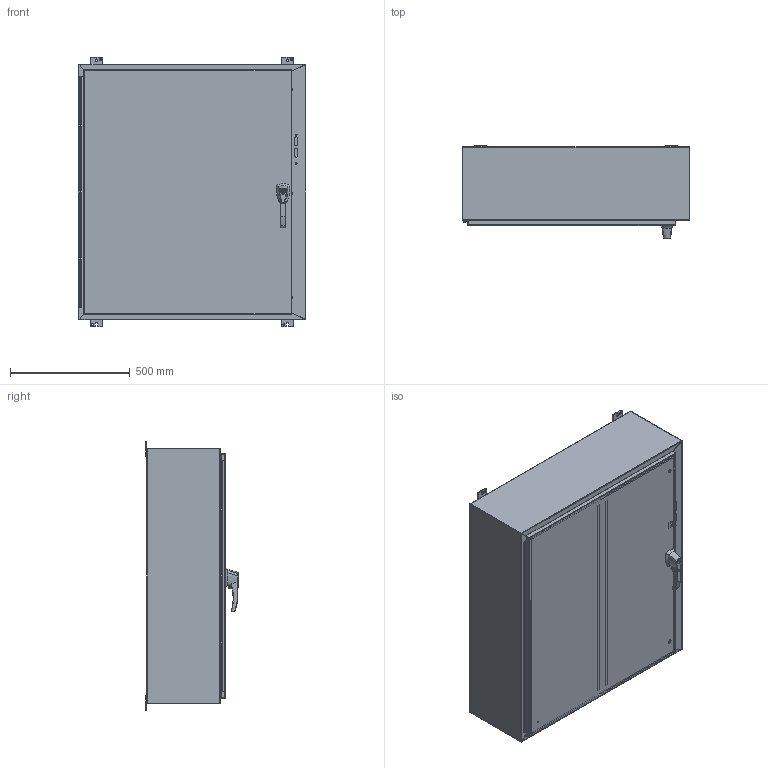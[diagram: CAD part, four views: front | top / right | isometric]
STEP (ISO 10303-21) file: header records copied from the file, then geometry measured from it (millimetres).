
FILE_DESCRIPTION (( 'STEP AP203' ), '1' );
FILE_NAME ('1447SJ12HK_Default.step', '2019-11-12T13:25:25', ( '' ), ( '' ), 'SwSTEP 2.0', 'SolidWorks 2019', '' );
FILE_SCHEMA (( 'CONFIG_CONTROL_DESIGN' ));
Products named in the file (1): 1447SJ12HK_Default
Bounding box: 949.33 x 385.5 x 1123.95 mm (x, y, z)
Volume: 9564248.3 mm3; surface area: 9666263.7 mm2
Topology: 71 solids, 72 shells, 2015 faces, 5069 edges, 3259 vertices
Faces by surface type: plane 1012, cylinder 800, bspline 139, cone 64
Entity records: 98461 total; most frequent: CARTESIAN_POINT 50110, ORIENTED_EDGE 10126, DIRECTION 9860, EDGE_CURVE 5063, AXIS2_PLACEMENT_3D 3399, VERTEX_POINT 3259, VECTOR 3062, LINE 3062
